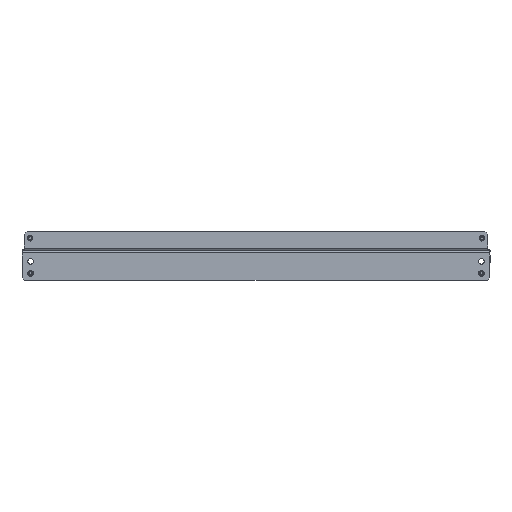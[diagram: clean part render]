
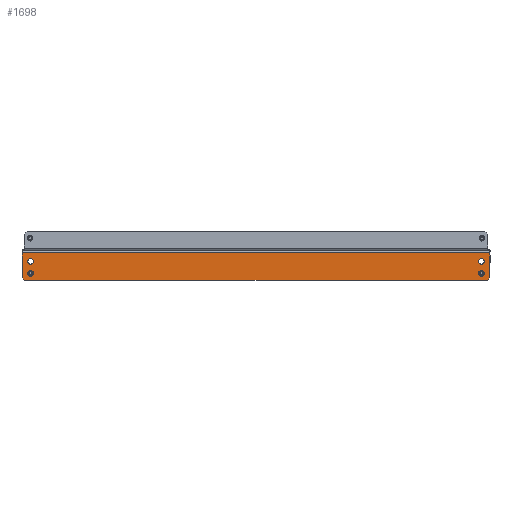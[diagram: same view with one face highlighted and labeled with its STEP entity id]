
A CAD part, left-side view. The second image highlights one B-rep face of the part: STEP entity #1698.
In plain terms, the highlighted face is planar.
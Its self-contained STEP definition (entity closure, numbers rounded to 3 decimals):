
#31 = ORIENTED_EDGE ( 'NONE', *, *, #1672, .T. ) ;
#50 = DIRECTION ( 'NONE',  ( 0., 1., 0. ) ) ;
#81 = CIRCLE ( 'NONE', #1419, 3. ) ;
#136 = EDGE_CURVE ( 'NONE', #2270, #1280, #3021, .T. ) ;
#141 = FACE_BOUND ( 'NONE', #2162, .T. ) ;
#159 = AXIS2_PLACEMENT_3D ( 'NONE', #419, #50, #2020 ) ;
#166 = DIRECTION ( 'NONE',  ( -1., 0., 0. ) ) ;
#251 = VERTEX_POINT ( 'NONE', #3495 ) ;
#353 = DIRECTION ( 'NONE',  ( 0., 1., 0. ) ) ;
#356 = ORIENTED_EDGE ( 'NONE', *, *, #2145, .T. ) ;
#385 = CARTESIAN_POINT ( 'NONE',  ( -13.25, -1.5, 246. ) ) ;
#419 = CARTESIAN_POINT ( 'NONE',  ( -4.25, -1.5, 237. ) ) ;
#421 = VERTEX_POINT ( 'NONE', #4470 ) ;
#467 = DIRECTION ( 'NONE',  ( -0.707, 0., 0.707 ) ) ;
#518 = VECTOR ( 'NONE', #3340, 1000. ) ;
#554 = PLANE ( 'NONE',  #600 ) ;
#572 = EDGE_CURVE ( 'NONE', #4301, #1997, #1148, .T. ) ;
#600 = AXIS2_PLACEMENT_3D ( 'NONE', #3728, #4939, #166 ) ;
#671 = ORIENTED_EDGE ( 'NONE', *, *, #572, .F. ) ;
#682 = EDGE_CURVE ( 'NONE', #421, #1997, #2377, .T. ) ;
#743 = AXIS2_PLACEMENT_3D ( 'NONE', #4387, #837, #3644 ) ;
#750 = VECTOR ( 'NONE', #467, 1000. ) ;
#755 = CIRCLE ( 'NONE', #159, 3. ) ;
#792 = DIRECTION ( 'NONE',  ( -1., 0., 0. ) ) ;
#837 = DIRECTION ( 'NONE',  ( 0., -1., 0. ) ) ;
#859 = CARTESIAN_POINT ( 'NONE',  ( 15.75, -1.5, 243. ) ) ;
#956 = CARTESIAN_POINT ( 'NONE',  ( -13.25, -1.5, 246. ) ) ;
#984 = CARTESIAN_POINT ( 'NONE',  ( 11.25, -1.5, -237. ) ) ;
#1010 = AXIS2_PLACEMENT_3D ( 'NONE', #3909, #353, #3578 ) ;
#1148 = LINE ( 'NONE', #2964, #1531 ) ;
#1175 = CARTESIAN_POINT ( 'NONE',  ( 12.75, -1.5, -246. ) ) ;
#1224 = VERTEX_POINT ( 'NONE', #385 ) ;
#1251 = DIRECTION ( 'NONE',  ( 0., -1., 0. ) ) ;
#1280 = VERTEX_POINT ( 'NONE', #984 ) ;
#1333 = CIRCLE ( 'NONE', #2493, 3. ) ;
#1344 = FACE_BOUND ( 'NONE', #2016, .T. ) ;
#1349 = VERTEX_POINT ( 'NONE', #2893 ) ;
#1391 = CARTESIAN_POINT ( 'NONE',  ( -13.25, -1.5, -246. ) ) ;
#1393 = VERTEX_POINT ( 'NONE', #2942 ) ;
#1419 = AXIS2_PLACEMENT_3D ( 'NONE', #1579, #3161, #792 ) ;
#1531 = VECTOR ( 'NONE', #1843, 1000. ) ;
#1559 = ORIENTED_EDGE ( 'NONE', *, *, #4412, .T. ) ;
#1578 = EDGE_CURVE ( 'NONE', #1224, #1393, #2544, .T. ) ;
#1579 = CARTESIAN_POINT ( 'NONE',  ( 8.25, -1.5, 237. ) ) ;
#1622 = CARTESIAN_POINT ( 'NONE',  ( -4.25, -1.5, 237. ) ) ;
#1671 = AXIS2_PLACEMENT_3D ( 'NONE', #1622, #3206, #4772 ) ;
#1672 = EDGE_CURVE ( 'NONE', #1224, #2614, #3708, .T. ) ;
#1698 = ADVANCED_FACE ( 'NONE', ( #2179, #4110, #141, #1344, #2933 ), #554, .F. ) ;
#1702 = VERTEX_POINT ( 'NONE', #4913 ) ;
#1733 = CARTESIAN_POINT ( 'NONE',  ( -15.75, -1.5, -246. ) ) ;
#1843 = DIRECTION ( 'NONE',  ( 0., 0., -1. ) ) ;
#1853 = ORIENTED_EDGE ( 'NONE', *, *, #136, .F. ) ;
#1907 = ORIENTED_EDGE ( 'NONE', *, *, #3902, .F. ) ;
#1948 = VECTOR ( 'NONE', #2066, 1000. ) ;
#1997 = VERTEX_POINT ( 'NONE', #4311 ) ;
#2016 = EDGE_LOOP ( 'NONE', ( #4045, #3135 ) ) ;
#2020 = DIRECTION ( 'NONE',  ( -1., 0., 0. ) ) ;
#2022 = ORIENTED_EDGE ( 'NONE', *, *, #4189, .F. ) ;
#2030 = CARTESIAN_POINT ( 'NONE',  ( 8.25, -1.5, -237. ) ) ;
#2066 = DIRECTION ( 'NONE',  ( 0.707, 0., 0.707 ) ) ;
#2100 = EDGE_LOOP ( 'NONE', ( #1853, #2223 ) ) ;
#2145 = EDGE_CURVE ( 'NONE', #2614, #421, #4467, .T. ) ;
#2162 = EDGE_LOOP ( 'NONE', ( #4382, #2804 ) ) ;
#2179 = FACE_BOUND ( 'NONE', #4104, .T. ) ;
#2195 = DIRECTION ( 'NONE',  ( 0., -1., 0. ) ) ;
#2217 = VERTEX_POINT ( 'NONE', #4934 ) ;
#2223 = ORIENTED_EDGE ( 'NONE', *, *, #4353, .F. ) ;
#2270 = VERTEX_POINT ( 'NONE', #2696 ) ;
#2373 = DIRECTION ( 'NONE',  ( -1., 0., 0. ) ) ;
#2377 = LINE ( 'NONE', #1175, #1948 ) ;
#2417 = LINE ( 'NONE', #859, #750 ) ;
#2455 = CARTESIAN_POINT ( 'NONE',  ( -7.25, -1.5, 237. ) ) ;
#2493 = AXIS2_PLACEMENT_3D ( 'NONE', #4148, #2195, #2880 ) ;
#2539 = DIRECTION ( 'NONE',  ( 1., 0., 0. ) ) ;
#2544 = LINE ( 'NONE', #4862, #3181 ) ;
#2579 = ORIENTED_EDGE ( 'NONE', *, *, #1578, .F. ) ;
#2614 = VERTEX_POINT ( 'NONE', #1391 ) ;
#2657 = ORIENTED_EDGE ( 'NONE', *, *, #682, .T. ) ;
#2696 = CARTESIAN_POINT ( 'NONE',  ( 5.25, -1.5, -237. ) ) ;
#2804 = ORIENTED_EDGE ( 'NONE', *, *, #4005, .T. ) ;
#2809 = DIRECTION ( 'NONE',  ( -1., 0., 0. ) ) ;
#2880 = DIRECTION ( 'NONE',  ( -1., 0., 0. ) ) ;
#2893 = CARTESIAN_POINT ( 'NONE',  ( -7.25, -1.5, -237. ) ) ;
#2933 = FACE_OUTER_BOUND ( 'NONE', #3463, .T. ) ;
#2942 = CARTESIAN_POINT ( 'NONE',  ( 12.75, -1.5, 246. ) ) ;
#2964 = CARTESIAN_POINT ( 'NONE',  ( 15.75, -1.5, 246. ) ) ;
#3021 = CIRCLE ( 'NONE', #4157, 3. ) ;
#3023 = CARTESIAN_POINT ( 'NONE',  ( 11.25, -1.5, 237. ) ) ;
#3135 = ORIENTED_EDGE ( 'NONE', *, *, #4973, .T. ) ;
#3146 = DIRECTION ( 'NONE',  ( 0., -1., 0. ) ) ;
#3161 = DIRECTION ( 'NONE',  ( 0., 1., 0. ) ) ;
#3181 = VECTOR ( 'NONE', #3294, 1000. ) ;
#3206 = DIRECTION ( 'NONE',  ( 0., 1., 0. ) ) ;
#3294 = DIRECTION ( 'NONE',  ( 1., 0., 0. ) ) ;
#3340 = DIRECTION ( 'NONE',  ( 0., 0., -1. ) ) ;
#3463 = EDGE_LOOP ( 'NONE', ( #671, #1559, #2579, #31, #356, #2657 ) ) ;
#3495 = CARTESIAN_POINT ( 'NONE',  ( -1.25, -1.5, 237. ) ) ;
#3561 = CARTESIAN_POINT ( 'NONE',  ( 8.25, -1.5, -237. ) ) ;
#3578 = DIRECTION ( 'NONE',  ( -1., 0., 0. ) ) ;
#3644 = DIRECTION ( 'NONE',  ( -1., 0., 0. ) ) ;
#3655 = CIRCLE ( 'NONE', #1671, 3. ) ;
#3708 = LINE ( 'NONE', #956, #518 ) ;
#3728 = CARTESIAN_POINT ( 'NONE',  ( -15.75, -1.5, 246. ) ) ;
#3737 = CIRCLE ( 'NONE', #743, 3. ) ;
#3878 = VERTEX_POINT ( 'NONE', #2455 ) ;
#3902 = EDGE_CURVE ( 'NONE', #1349, #1702, #3737, .T. ) ;
#3909 = CARTESIAN_POINT ( 'NONE',  ( 8.25, -1.5, 237. ) ) ;
#3974 = EDGE_CURVE ( 'NONE', #2217, #4752, #81, .T. ) ;
#3979 = AXIS2_PLACEMENT_3D ( 'NONE', #3561, #1251, #2373 ) ;
#4005 = EDGE_CURVE ( 'NONE', #251, #3878, #755, .T. ) ;
#4045 = ORIENTED_EDGE ( 'NONE', *, *, #3974, .T. ) ;
#4104 = EDGE_LOOP ( 'NONE', ( #1907, #2022 ) ) ;
#4110 = FACE_BOUND ( 'NONE', #2100, .T. ) ;
#4148 = CARTESIAN_POINT ( 'NONE',  ( -4.25, -1.5, -237. ) ) ;
#4157 = AXIS2_PLACEMENT_3D ( 'NONE', #2030, #3146, #2809 ) ;
#4189 = EDGE_CURVE ( 'NONE', #1702, #1349, #1333, .T. ) ;
#4301 = VERTEX_POINT ( 'NONE', #4615 ) ;
#4311 = CARTESIAN_POINT ( 'NONE',  ( 15.75, -1.5, -243. ) ) ;
#4353 = EDGE_CURVE ( 'NONE', #1280, #2270, #4883, .T. ) ;
#4382 = ORIENTED_EDGE ( 'NONE', *, *, #4513, .T. ) ;
#4387 = CARTESIAN_POINT ( 'NONE',  ( -4.25, -1.5, -237. ) ) ;
#4412 = EDGE_CURVE ( 'NONE', #4301, #1393, #2417, .T. ) ;
#4467 = LINE ( 'NONE', #1733, #4746 ) ;
#4470 = CARTESIAN_POINT ( 'NONE',  ( 12.75, -1.5, -246. ) ) ;
#4513 = EDGE_CURVE ( 'NONE', #3878, #251, #3655, .T. ) ;
#4615 = CARTESIAN_POINT ( 'NONE',  ( 15.75, -1.5, 243. ) ) ;
#4638 = CIRCLE ( 'NONE', #1010, 3. ) ;
#4746 = VECTOR ( 'NONE', #2539, 1000. ) ;
#4752 = VERTEX_POINT ( 'NONE', #3023 ) ;
#4772 = DIRECTION ( 'NONE',  ( -1., 0., 0. ) ) ;
#4862 = CARTESIAN_POINT ( 'NONE',  ( -15.75, -1.5, 246. ) ) ;
#4883 = CIRCLE ( 'NONE', #3979, 3. ) ;
#4913 = CARTESIAN_POINT ( 'NONE',  ( -1.25, -1.5, -237. ) ) ;
#4934 = CARTESIAN_POINT ( 'NONE',  ( 5.25, -1.5, 237. ) ) ;
#4939 = DIRECTION ( 'NONE',  ( 0., 1., 0. ) ) ;
#4973 = EDGE_CURVE ( 'NONE', #4752, #2217, #4638, .T. ) ;
